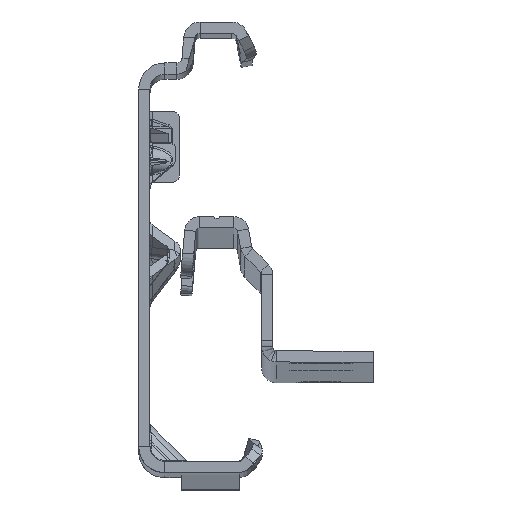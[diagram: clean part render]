
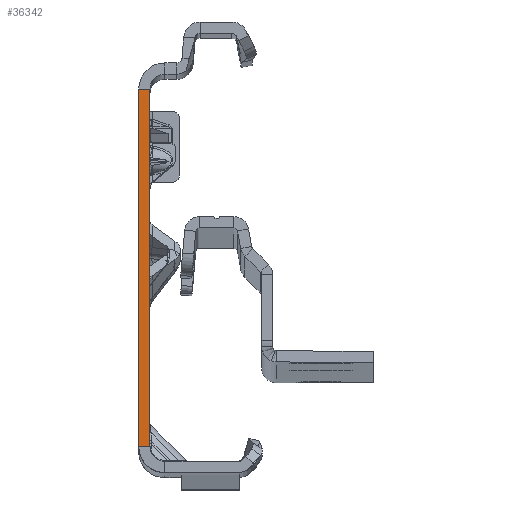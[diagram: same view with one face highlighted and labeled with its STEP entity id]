
A CAD part, top view. The second image highlights one B-rep face of the part: STEP entity #36342.
In plain terms, the highlighted planar face has unit normal (0, 0, 1).
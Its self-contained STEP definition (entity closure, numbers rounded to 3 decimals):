
#216 = DIRECTION ( 'NONE',  ( 1., 0., 0. ) ) ;
#432 = ORIENTED_EDGE ( 'NONE', *, *, #11208, .T. ) ;
#688 = PLANE ( 'NONE',  #11643 ) ;
#4647 = CARTESIAN_POINT ( 'NONE',  ( 0., -25.865, 0. ) ) ;
#4873 = VECTOR ( 'NONE', #36686, 1000. ) ;
#5061 = LINE ( 'NONE', #30957, #15727 ) ;
#9193 = EDGE_CURVE ( 'NONE', #18683, #17975, #5061, .T. ) ;
#10742 = LINE ( 'NONE', #21903, #4873 ) ;
#11208 = EDGE_CURVE ( 'NONE', #38779, #18683, #10742, .T. ) ;
#11502 = DIRECTION ( 'NONE',  ( -1., 0., 0. ) ) ;
#11643 = AXIS2_PLACEMENT_3D ( 'NONE', #45021, #36806, #216 ) ;
#15221 = CARTESIAN_POINT ( 'NONE',  ( 0., -27.865, 0. ) ) ;
#15727 = VECTOR ( 'NONE', #17848, 1000. ) ;
#16723 = CARTESIAN_POINT ( 'NONE',  ( 0., 22.135, 0. ) ) ;
#17848 = DIRECTION ( 'NONE',  ( 0., -1., 0. ) ) ;
#17975 = VERTEX_POINT ( 'NONE', #28739 ) ;
#18567 = LINE ( 'NONE', #18813, #18883 ) ;
#18683 = VERTEX_POINT ( 'NONE', #42059 ) ;
#18813 = CARTESIAN_POINT ( 'NONE',  ( 0., -25.865, 0. ) ) ;
#18854 = LINE ( 'NONE', #15221, #33671 ) ;
#18883 = VECTOR ( 'NONE', #11502, 1000. ) ;
#21903 = CARTESIAN_POINT ( 'NONE',  ( 0., 22.135, 0. ) ) ;
#22734 = FACE_OUTER_BOUND ( 'NONE', #37631, .T. ) ;
#25730 = EDGE_CURVE ( 'NONE', #46467, #17975, #18567, .T. ) ;
#26853 = ORIENTED_EDGE ( 'NONE', *, *, #25730, .F. ) ;
#28739 = CARTESIAN_POINT ( 'NONE',  ( -1.5, -25.865, 0. ) ) ;
#30957 = CARTESIAN_POINT ( 'NONE',  ( -1.5, -27.865, 0. ) ) ;
#32529 = ORIENTED_EDGE ( 'NONE', *, *, #40766, .F. ) ;
#33671 = VECTOR ( 'NONE', #41125, 1000. ) ;
#36342 = ADVANCED_FACE ( 'NONE', ( #22734 ), #688, .T. ) ;
#36686 = DIRECTION ( 'NONE',  ( -1., 0., 0. ) ) ;
#36806 = DIRECTION ( 'NONE',  ( 0., 0., 1. ) ) ;
#36847 = ORIENTED_EDGE ( 'NONE', *, *, #9193, .T. ) ;
#37631 = EDGE_LOOP ( 'NONE', ( #32529, #432, #36847, #26853 ) ) ;
#38779 = VERTEX_POINT ( 'NONE', #16723 ) ;
#40766 = EDGE_CURVE ( 'NONE', #38779, #46467, #18854, .T. ) ;
#41125 = DIRECTION ( 'NONE',  ( 0., -1., 0. ) ) ;
#42059 = CARTESIAN_POINT ( 'NONE',  ( -1.5, 22.135, 0. ) ) ;
#45021 = CARTESIAN_POINT ( 'NONE',  ( -1.5, -27.865, 0. ) ) ;
#46467 = VERTEX_POINT ( 'NONE', #4647 ) ;
